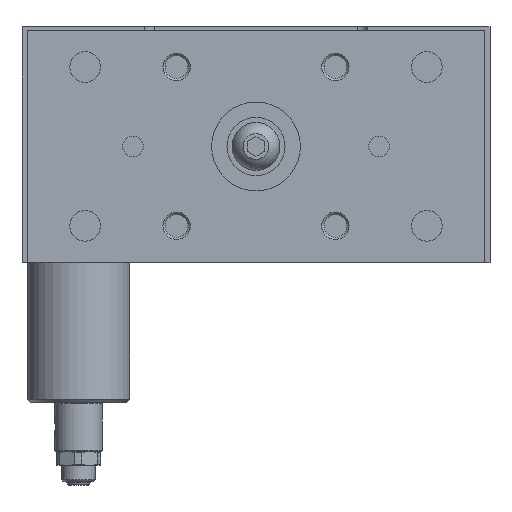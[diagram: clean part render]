
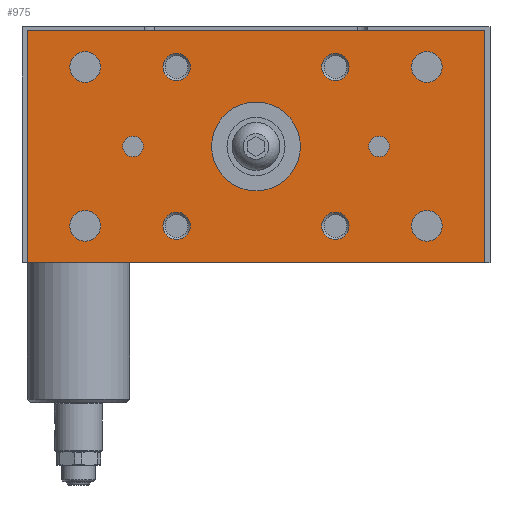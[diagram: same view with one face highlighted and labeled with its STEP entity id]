
A CAD part, left-side view. The second image highlights one B-rep face of the part: STEP entity #975.
In plain terms, the highlighted planar face has unit normal (-1, 0, 0).
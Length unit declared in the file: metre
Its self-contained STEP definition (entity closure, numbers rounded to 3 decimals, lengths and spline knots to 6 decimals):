
#975 = ADVANCED_FACE( '', ( #2304, #2305, #2306, #2307, #2308, #2309, #2310, #2311, #2312, #2313, #2314, #2315 ), #2316, .F. );
#2304 = FACE_BOUND( '', #3979, .T. );
#2305 = FACE_BOUND( '', #3980, .T. );
#2306 = FACE_BOUND( '', #3981, .T. );
#2307 = FACE_BOUND( '', #3982, .T. );
#2308 = FACE_BOUND( '', #3983, .T. );
#2309 = FACE_BOUND( '', #3984, .T. );
#2310 = FACE_BOUND( '', #3985, .T. );
#2311 = FACE_BOUND( '', #3986, .T. );
#2312 = FACE_BOUND( '', #3987, .T. );
#2313 = FACE_BOUND( '', #3988, .T. );
#2314 = FACE_BOUND( '', #3989, .T. );
#2315 = FACE_OUTER_BOUND( '', #3990, .T. );
#2316 = PLANE( '', #3991 );
#3979 = EDGE_LOOP( '', ( #6588 ) );
#3980 = EDGE_LOOP( '', ( #6589 ) );
#3981 = EDGE_LOOP( '', ( #6590 ) );
#3982 = EDGE_LOOP( '', ( #6591 ) );
#3983 = EDGE_LOOP( '', ( #6592 ) );
#3984 = EDGE_LOOP( '', ( #6593 ) );
#3985 = EDGE_LOOP( '', ( #6594 ) );
#3986 = EDGE_LOOP( '', ( #6595 ) );
#3987 = EDGE_LOOP( '', ( #6596 ) );
#3988 = EDGE_LOOP( '', ( #6597 ) );
#3989 = EDGE_LOOP( '', ( #6598 ) );
#3990 = EDGE_LOOP( '', ( #6599, #6600, #6601, #6602 ) );
#3991 = AXIS2_PLACEMENT_3D( '', #6603, #6604, #6605 );
#6588 = ORIENTED_EDGE( '', *, *, #8769, .T. );
#6589 = ORIENTED_EDGE( '', *, *, #8945, .T. );
#6590 = ORIENTED_EDGE( '', *, *, #8946, .F. );
#6591 = ORIENTED_EDGE( '', *, *, #8947, .F. );
#6592 = ORIENTED_EDGE( '', *, *, #8948, .T. );
#6593 = ORIENTED_EDGE( '', *, *, #8949, .F. );
#6594 = ORIENTED_EDGE( '', *, *, #8772, .T. );
#6595 = ORIENTED_EDGE( '', *, *, #8368, .T. );
#6596 = ORIENTED_EDGE( '', *, *, #8761, .F. );
#6597 = ORIENTED_EDGE( '', *, *, #8386, .F. );
#6598 = ORIENTED_EDGE( '', *, *, #8734, .T. );
#6599 = ORIENTED_EDGE( '', *, *, #8324, .T. );
#6600 = ORIENTED_EDGE( '', *, *, #8666, .T. );
#6601 = ORIENTED_EDGE( '', *, *, #8650, .T. );
#6602 = ORIENTED_EDGE( '', *, *, #8469, .T. );
#6603 = CARTESIAN_POINT( '', ( -0.027, -0.067, -0.069 ) );
#6604 = DIRECTION( '', ( 1., 0., 0. ) );
#6605 = DIRECTION( '', ( 0., 0., -1. ) );
#8324 = EDGE_CURVE( '', #9724, #9722, #9725, .T. );
#8368 = EDGE_CURVE( '', #9795, #9795, #9796, .T. );
#8386 = EDGE_CURVE( '', #9825, #9825, #9826, .T. );
#8469 = EDGE_CURVE( '', #9952, #9724, #9953, .T. );
#8650 = EDGE_CURVE( '', #10246, #9952, #10247, .T. );
#8666 = EDGE_CURVE( '', #9722, #10246, #10268, .T. );
#8734 = EDGE_CURVE( '', #10373, #10373, #10374, .T. );
#8761 = EDGE_CURVE( '', #10413, #10413, #10414, .T. );
#8769 = EDGE_CURVE( '', #10425, #10425, #10426, .T. );
#8772 = EDGE_CURVE( '', #10430, #10430, #10431, .T. );
#8945 = EDGE_CURVE( '', #10673, #10673, #10674, .T. );
#8946 = EDGE_CURVE( '', #10675, #10675, #10676, .T. );
#8947 = EDGE_CURVE( '', #10677, #10677, #10678, .T. );
#8948 = EDGE_CURVE( '', #10679, #10679, #10680, .T. );
#8949 = EDGE_CURVE( '', #10681, #10681, #10682, .T. );
#9722 = VERTEX_POINT( '', #11759 );
#9724 = VERTEX_POINT( '', #11762 );
#9725 = LINE( '', #11763, #11764 );
#9795 = VERTEX_POINT( '', #11850 );
#9796 = CIRCLE( '', #11851, 0.0045 );
#9825 = VERTEX_POINT( '', #11880 );
#9826 = CIRCLE( '', #11881, 0.0045 );
#9952 = VERTEX_POINT( '', #12037 );
#9953 = LINE( '', #12038, #12039 );
#10246 = VERTEX_POINT( '', #12585 );
#10247 = LINE( '', #12586, #12587 );
#10268 = LINE( '', #12609, #12610 );
#10373 = VERTEX_POINT( '', #12811 );
#10374 = CIRCLE( '', #12812, 0.0045 );
#10413 = VERTEX_POINT( '', #12867 );
#10414 = CIRCLE( '', #12868, 0.0045 );
#10425 = VERTEX_POINT( '', #12879 );
#10426 = CIRCLE( '', #12880, 0.013 );
#10430 = VERTEX_POINT( '', #12884 );
#10431 = CIRCLE( '', #12885, 0.003 );
#10673 = VERTEX_POINT( '', #13344 );
#10674 = CIRCLE( '', #13345, 0.004 );
#10675 = VERTEX_POINT( '', #13346 );
#10676 = CIRCLE( '', #13347, 0.004 );
#10677 = VERTEX_POINT( '', #13348 );
#10678 = CIRCLE( '', #13349, 0.004 );
#10679 = VERTEX_POINT( '', #13350 );
#10680 = CIRCLE( '', #13351, 0.004 );
#10681 = VERTEX_POINT( '', #13352 );
#10682 = CIRCLE( '', #13353, 0.003 );
#11759 = CARTESIAN_POINT( '', ( -0.027, -0.067, -0.001 ) );
#11762 = CARTESIAN_POINT( '', ( -0.027, -0.067, -0.069 ) );
#11763 = CARTESIAN_POINT( '', ( -0.027, -0.067, -0.069 ) );
#11764 = VECTOR( '', #14424, 1. );
#11850 = CARTESIAN_POINT( '', ( -0.027, -0.0545, -0.05825 ) );
#11851 = AXIS2_PLACEMENT_3D( '', #14489, #14490, #14491 );
#11880 = CARTESIAN_POINT( '', ( -0.027, -0.0545, -0.01175 ) );
#11881 = AXIS2_PLACEMENT_3D( '', #14525, #14526, #14527 );
#12037 = CARTESIAN_POINT( '', ( -0.027, 0.067, -0.069 ) );
#12038 = CARTESIAN_POINT( '', ( -0.027, 0.067, -0.069 ) );
#12039 = VECTOR( '', #14643, 1. );
#12585 = CARTESIAN_POINT( '', ( -0.027, 0.067, -0.001 ) );
#12586 = CARTESIAN_POINT( '', ( -0.027, 0.067, -0.001 ) );
#12587 = VECTOR( '', #14875, 1. );
#12609 = CARTESIAN_POINT( '', ( -0.027, -0.067, -0.001 ) );
#12610 = VECTOR( '', #14895, 1. );
#12811 = CARTESIAN_POINT( '', ( -0.027, 0.0545, -0.01175 ) );
#12812 = AXIS2_PLACEMENT_3D( '', #14966, #14967, #14968 );
#12867 = CARTESIAN_POINT( '', ( -0.027, 0.0545, -0.05825 ) );
#12868 = AXIS2_PLACEMENT_3D( '', #14995, #14996, #14997 );
#12879 = CARTESIAN_POINT( '', ( -0.027, -0.013, -0.035 ) );
#12880 = AXIS2_PLACEMENT_3D( '', #15007, #15008, #15009 );
#12884 = CARTESIAN_POINT( '', ( -0.027, 0.033, -0.035 ) );
#12885 = AXIS2_PLACEMENT_3D( '', #15013, #15014, #15015 );
#13344 = CARTESIAN_POINT( '', ( -0.027, -0.01925, -0.05825 ) );
#13345 = AXIS2_PLACEMENT_3D( '', #15194, #15195, #15196 );
#13346 = CARTESIAN_POINT( '', ( -0.027, 0.01925, -0.05825 ) );
#13347 = AXIS2_PLACEMENT_3D( '', #15197, #15198, #15199 );
#13348 = CARTESIAN_POINT( '', ( -0.027, -0.01925, -0.01175 ) );
#13349 = AXIS2_PLACEMENT_3D( '', #15200, #15201, #15202 );
#13350 = CARTESIAN_POINT( '', ( -0.027, 0.01925, -0.01175 ) );
#13351 = AXIS2_PLACEMENT_3D( '', #15203, #15204, #15205 );
#13352 = CARTESIAN_POINT( '', ( -0.027, -0.033, -0.035 ) );
#13353 = AXIS2_PLACEMENT_3D( '', #15206, #15207, #15208 );
#14424 = DIRECTION( '', ( 0., 0., 1. ) );
#14489 = CARTESIAN_POINT( '', ( -0.027, -0.05, -0.05825 ) );
#14490 = DIRECTION( '', ( 1., 0., 0. ) );
#14491 = DIRECTION( '', ( 0., -1., 0. ) );
#14525 = CARTESIAN_POINT( '', ( -0.027, -0.05, -0.01175 ) );
#14526 = DIRECTION( '', ( -1., 0., 0. ) );
#14527 = DIRECTION( '', ( 0., -1., 0. ) );
#14643 = DIRECTION( '', ( 0., -1., 0. ) );
#14875 = DIRECTION( '', ( 0., 0., -1. ) );
#14895 = DIRECTION( '', ( 0., 1., 0. ) );
#14966 = CARTESIAN_POINT( '', ( -0.027, 0.05, -0.01175 ) );
#14967 = DIRECTION( '', ( 1., 0., 0. ) );
#14968 = DIRECTION( '', ( 0., 1., 0. ) );
#14995 = CARTESIAN_POINT( '', ( -0.027, 0.05, -0.05825 ) );
#14996 = DIRECTION( '', ( -1., 0., 0. ) );
#14997 = DIRECTION( '', ( 0., 1., 0. ) );
#15007 = CARTESIAN_POINT( '', ( -0.027, 0., -0.035 ) );
#15008 = DIRECTION( '', ( 1., 0., 0. ) );
#15009 = DIRECTION( '', ( 0., -1., 0. ) );
#15013 = CARTESIAN_POINT( '', ( -0.027, 0.036, -0.035 ) );
#15014 = DIRECTION( '', ( 1., 0., 0. ) );
#15015 = DIRECTION( '', ( 0., -1., 0. ) );
#15194 = CARTESIAN_POINT( '', ( -0.027, -0.02325, -0.05825 ) );
#15195 = DIRECTION( '', ( 1., 0., 0. ) );
#15196 = DIRECTION( '', ( 0., 1., 0. ) );
#15197 = CARTESIAN_POINT( '', ( -0.027, 0.02325, -0.05825 ) );
#15198 = DIRECTION( '', ( -1., 0., 0. ) );
#15199 = DIRECTION( '', ( 0., -1., 0. ) );
#15200 = CARTESIAN_POINT( '', ( -0.027, -0.02325, -0.01175 ) );
#15201 = DIRECTION( '', ( -1., 0., 0. ) );
#15202 = DIRECTION( '', ( 0., 1., 0. ) );
#15203 = CARTESIAN_POINT( '', ( -0.027, 0.02325, -0.01175 ) );
#15204 = DIRECTION( '', ( 1., 0., 0. ) );
#15205 = DIRECTION( '', ( 0., -1., 0. ) );
#15206 = CARTESIAN_POINT( '', ( -0.027, -0.036, -0.035 ) );
#15207 = DIRECTION( '', ( -1., 0., 0. ) );
#15208 = DIRECTION( '', ( 0., 1., 0. ) );
